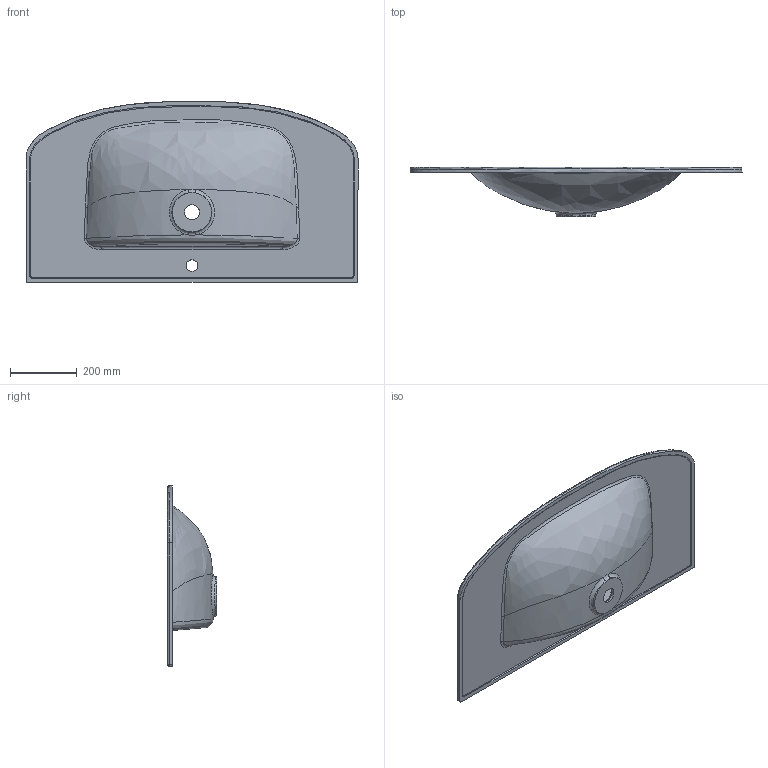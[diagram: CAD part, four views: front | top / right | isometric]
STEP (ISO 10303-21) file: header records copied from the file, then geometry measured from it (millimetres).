
FILE_DESCRIPTION (( 'STEP AP214' ), '1' );
FILE_NAME ('DEA 100.STEP', '2019-05-28T10:29:46', ( '' ), ( '' ), 'SwSTEP 2.0', 'SolidWorks 2018', '' );
FILE_SCHEMA (( 'AUTOMOTIVE_DESIGN' ));
Length unit declared in the file: millimetre
Products named in the file (2): DEA 100
Bounding box: 995.98 x 147 x 542.53 mm (x, y, z)
Volume: 6869156.9 mm3; surface area: 1207071.6 mm2
Topology: 1 solids, 1 shells, 61 faces, 148 edges, 90 vertices
Faces by surface type: bspline 38, cylinder 12, plane 7, cone 2, sphere 2
Entity records: 14150 total; most frequent: CARTESIAN_POINT 12960, ORIENTED_EDGE 292, DIRECTION 153, EDGE_CURVE 146, VERTEX_POINT 90, B_SPLINE_CURVE_WITH_KNOTS 75, EDGE_LOOP 68, AXIS2_PLACEMENT_3D 63
